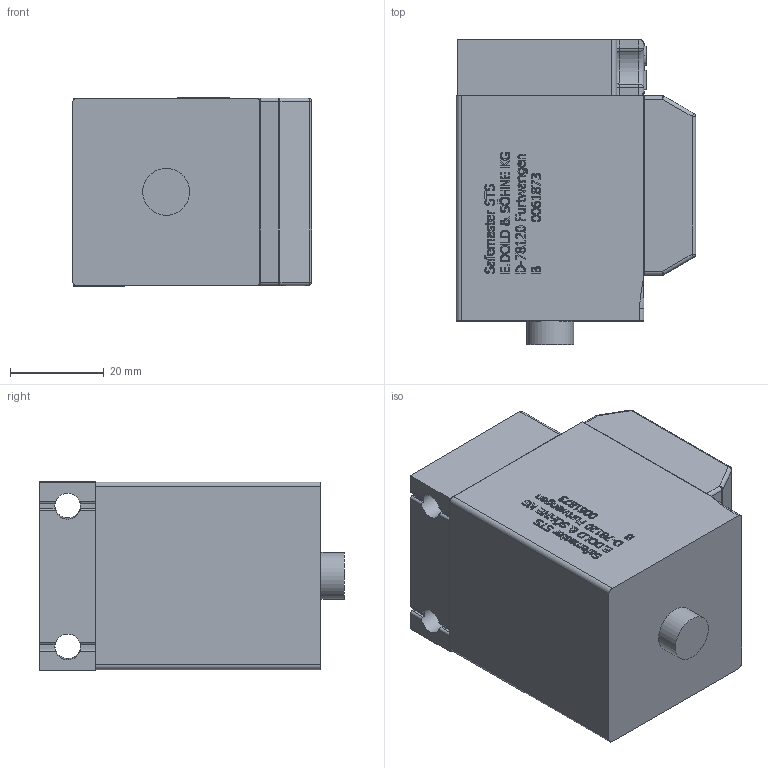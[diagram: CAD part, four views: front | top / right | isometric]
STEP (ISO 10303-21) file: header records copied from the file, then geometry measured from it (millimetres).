
FILE_DESCRIPTION (( 'STEP AP214' ), '1' );
FILE_NAME ('ACTUATOR-SET-B.STEP', '2018-05-11T18:53:33', ( '' ), ( '' ), 'SwSTEP 2.0', 'SolidWorks 2017', '' );
FILE_SCHEMA (( 'AUTOMOTIVE_DESIGN' ));
Length unit declared in the file: inch
Products named in the file (1): ACTUATOR-SET-B
Bounding box: 51.01 x 65 x 40.25 mm (x, y, z)
Volume: 107245.1 mm3; surface area: 20709.9 mm2
Topology: 2 solids, 2 shells, 1198 faces, 3203 edges, 2090 vertices
Faces by surface type: bspline 552, plane 547, cylinder 75, sphere 14, torus 6, cone 4
Full cylindrical faces by diameter (mm): 2.459 x2, 4 x2, 5.5 x2, 10 x3
Entity records: 41324 total; most frequent: CARTESIAN_POINT 15396, ORIENTED_EDGE 6344, DIRECTION 3438, EDGE_CURVE 3172, VERTEX_POINT 2086, LINE 1896, VECTOR 1896, EDGE_LOOP 1312
